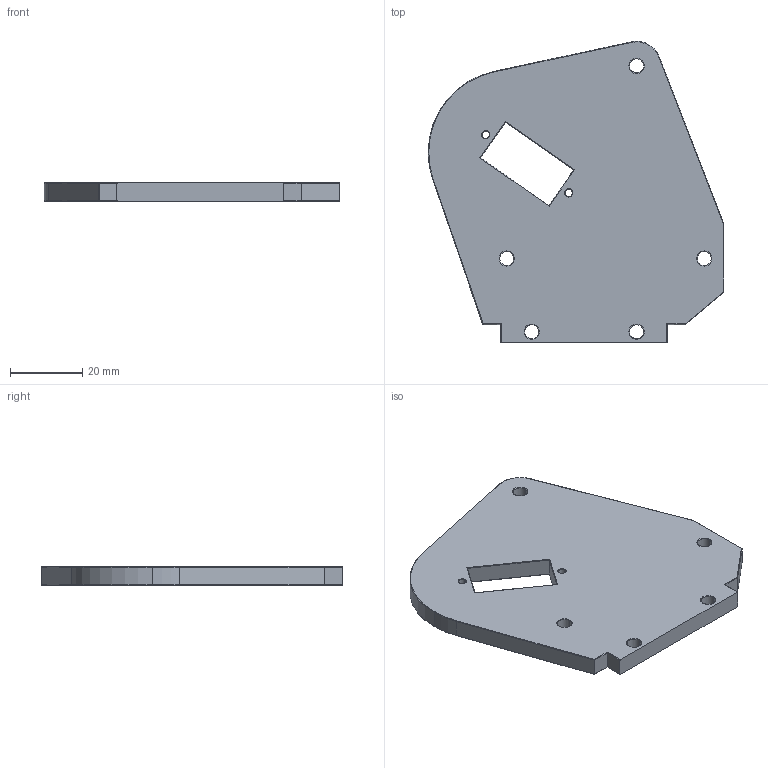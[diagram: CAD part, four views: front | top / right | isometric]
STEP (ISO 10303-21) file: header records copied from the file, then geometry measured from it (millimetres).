
FILE_DESCRIPTION (( 'STEP AP203' ), '1' );
FILE_NAME ('Part1-m_Default_sldprt.STEP', '2018-07-13T16:58:59', ( '' ), ( '' ), 'SwSTEP 2.0', 'SolidWorks 2014', '' );
FILE_SCHEMA (( 'CONFIG_CONTROL_DESIGN' ));
Length unit declared in the file: millimetre
Products named in the file (1): Part1-m_Default_sldprt
Bounding box: 81.7 x 83.28 x 5 mm (x, y, z)
Volume: 24983.7 mm3; surface area: 12055.2 mm2
Topology: 1 solids, 1 shells, 103 faces, 235 edges, 130 vertices
Faces by surface type: cylinder 47, torus 32, plane 16, sphere 8
Entity records: 2948 total; most frequent: DIRECTION 557, CARTESIAN_POINT 501, ORIENTED_EDGE 462, AXIS2_PLACEMENT_3D 234, EDGE_CURVE 231, VERTEX_POINT 130, CIRCLE 130, EDGE_LOOP 119
